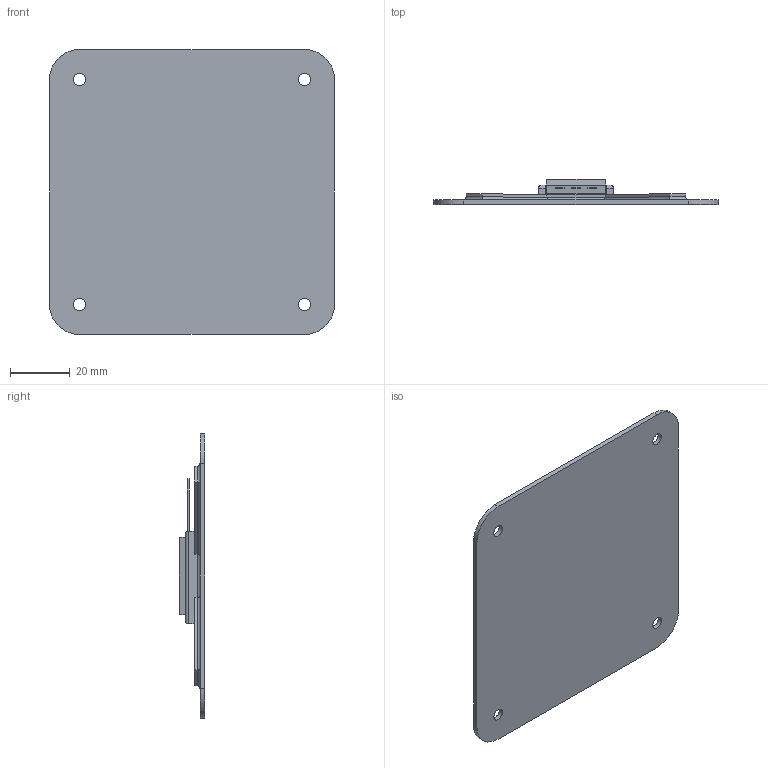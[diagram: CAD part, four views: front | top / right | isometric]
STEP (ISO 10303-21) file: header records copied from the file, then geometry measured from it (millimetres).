
FILE_DESCRIPTION(/* description */ (''),/* implementation_level */ '2;1');
FILE_NAME(/* name */ 'Heatsink mount v10.step',/* time_stamp */ '2018-05-16T22:06:06+03:00',/* author */ ('valters.melnalksnis'),/* organization */ (''),/* preprocessor_version */ 'ST-DEVELOPER v17',/* originating_system */ 'Autodesk Translation Framework v7.1.0.215',/* authorisation */ '');
FILE_SCHEMA (('AUTOMOTIVE_DESIGN { 1 0 10303 214 3 1 1 }'));
Length unit declared in the file: millimetre
Products named in the file (3): Heatsink mount; Component1; TO-264-VM
Assembly tree (2 placements, depth 2):
  Heatsink mount
    Component1
    TO-264-VM
Bounding box: 95 x 8.5 x 95 mm (x, y, z)
Volume: 19824.4 mm3; surface area: 21170.5 mm2
Topology: 2 solids, 2 shells, 199 faces, 484 edges, 301 vertices
Faces by surface type: plane 102, cylinder 45, bspline 30, torus 10, sphere 8, cone 4
Full cylindrical faces by diameter (mm): 2.5 x1, 2.9 x1, 3.5 x1, 4 x5
Entity records: 6597 total; most frequent: CARTESIAN_POINT 1783, ORIENTED_EDGE 968, DIRECTION 895, EDGE_CURVE 484, LINE 301, VECTOR 301, VERTEX_POINT 301, AXIS2_PLACEMENT_3D 297
